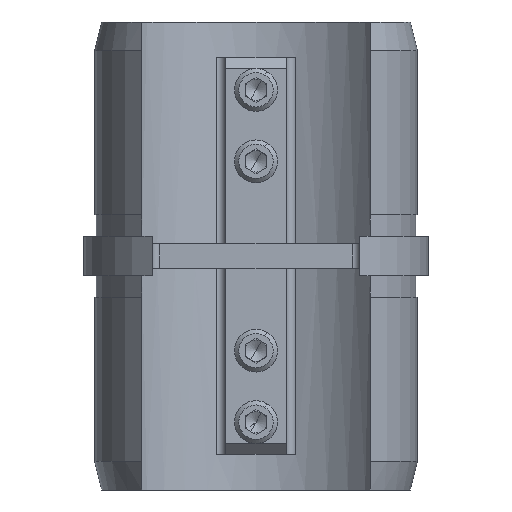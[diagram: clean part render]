
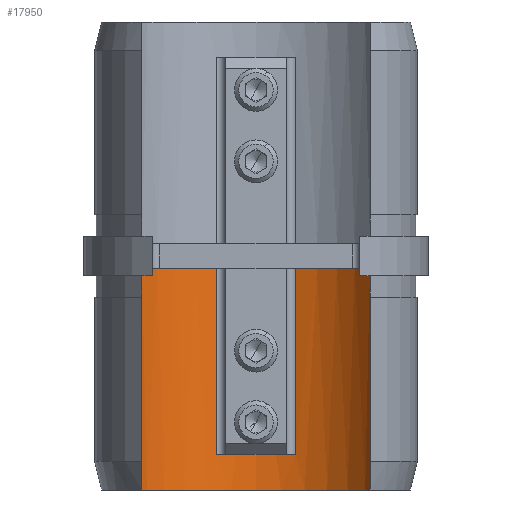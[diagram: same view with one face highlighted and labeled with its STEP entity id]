
A CAD part, front view. The second image highlights one B-rep face of the part: STEP entity #17950.
In plain terms, the highlighted cylindrical face has radius 19.95 mm (diameter 39.9 mm), a partial arc.
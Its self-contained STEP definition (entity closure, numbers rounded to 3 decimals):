
#74 = EDGE_CURVE ( 'NONE', #8317, #18138, #10889, .T. ) ;
#153 = DIRECTION ( 'NONE',  ( 0., 0., 1. ) ) ;
#347 = CARTESIAN_POINT ( 'NONE',  ( 0., 0., -1.7 ) ) ;
#458 = VECTOR ( 'NONE', #16012, 1000. ) ;
#1252 = DIRECTION ( 'NONE',  ( 0., 0., -1. ) ) ;
#1427 = VERTEX_POINT ( 'NONE', #11023 ) ;
#1720 = EDGE_CURVE ( 'NONE', #15030, #13188, #6851, .T. ) ;
#1903 = EDGE_CURVE ( 'NONE', #19648, #15030, #12770, .T. ) ;
#1905 = CARTESIAN_POINT ( 'NONE',  ( 5.527, 19.169, -27.75 ) ) ;
#2823 = EDGE_LOOP ( 'NONE', ( #14309, #5869, #3157, #19570, #12797, #9323, #6773, #18096 ) ) ;
#3015 = DIRECTION ( 'NONE',  ( 0., 0., -1. ) ) ;
#3157 = ORIENTED_EDGE ( 'NONE', *, *, #18020, .F. ) ;
#3158 = CARTESIAN_POINT ( 'NONE',  ( -5.527, 19.169, -27.75 ) ) ;
#4545 = LINE ( 'NONE', #15522, #9279 ) ;
#5652 = CARTESIAN_POINT ( 'NONE',  ( -5.527, 19.169, -32.75 ) ) ;
#5869 = ORIENTED_EDGE ( 'NONE', *, *, #15244, .T. ) ;
#5901 = CIRCLE ( 'NONE', #8206, 19.95 ) ;
#6041 = VERTEX_POINT ( 'NONE', #8067 ) ;
#6188 = DIRECTION ( 'NONE',  ( 1., 0., 0. ) ) ;
#6448 = CARTESIAN_POINT ( 'NONE',  ( 0., 0., -32.75 ) ) ;
#6604 = CARTESIAN_POINT ( 'NONE',  ( 19.95, 0., -32.75 ) ) ;
#6773 = ORIENTED_EDGE ( 'NONE', *, *, #11493, .F. ) ;
#6851 = CIRCLE ( 'NONE', #18983, 19.95 ) ;
#6951 = DIRECTION ( 'NONE',  ( 0., 0., 1. ) ) ;
#7150 = CARTESIAN_POINT ( 'NONE',  ( 0., 0., -1.7 ) ) ;
#7205 = EDGE_CURVE ( 'NONE', #8317, #9261, #14342, .T. ) ;
#7532 = DIRECTION ( 'NONE',  ( -1., 0., 0. ) ) ;
#8067 = CARTESIAN_POINT ( 'NONE',  ( 5.527, 19.169, -1.7 ) ) ;
#8206 = AXIS2_PLACEMENT_3D ( 'NONE', #7150, #16224, #8632 ) ;
#8317 = VERTEX_POINT ( 'NONE', #8965 ) ;
#8632 = DIRECTION ( 'NONE',  ( 1., 0., 0. ) ) ;
#8965 = CARTESIAN_POINT ( 'NONE',  ( -19.95, 0., -32.75 ) ) ;
#9210 = VECTOR ( 'NONE', #1252, 1000. ) ;
#9261 = VERTEX_POINT ( 'NONE', #11273 ) ;
#9279 = VECTOR ( 'NONE', #12685, 1000. ) ;
#9323 = ORIENTED_EDGE ( 'NONE', *, *, #1903, .F. ) ;
#9683 = CYLINDRICAL_SURFACE ( 'NONE', #10837, 19.95 ) ;
#9732 = LINE ( 'NONE', #6604, #458 ) ;
#10406 = CARTESIAN_POINT ( 'NONE',  ( -5.527, 19.169, -1.7 ) ) ;
#10837 = AXIS2_PLACEMENT_3D ( 'NONE', #11582, #6951, #14607 ) ;
#10843 = DIRECTION ( 'NONE',  ( 1., 0., 0. ) ) ;
#10889 = CIRCLE ( 'NONE', #18581, 19.95 ) ;
#11023 = CARTESIAN_POINT ( 'NONE',  ( 19.95, 0., -1.7 ) ) ;
#11273 = CARTESIAN_POINT ( 'NONE',  ( -19.95, 0., -1.7 ) ) ;
#11493 = EDGE_CURVE ( 'NONE', #9261, #19648, #19247, .T. ) ;
#11582 = CARTESIAN_POINT ( 'NONE',  ( 0., 0., -32.75 ) ) ;
#11970 = AXIS2_PLACEMENT_3D ( 'NONE', #347, #15341, #10843 ) ;
#12581 = CARTESIAN_POINT ( 'NONE',  ( -19.95, 0., -32.75 ) ) ;
#12685 = DIRECTION ( 'NONE',  ( 0., 0., 1. ) ) ;
#12770 = LINE ( 'NONE', #5652, #9210 ) ;
#12797 = ORIENTED_EDGE ( 'NONE', *, *, #1720, .F. ) ;
#13188 = VERTEX_POINT ( 'NONE', #1905 ) ;
#13517 = CARTESIAN_POINT ( 'NONE',  ( 19.95, 0., -32.75 ) ) ;
#14097 = VECTOR ( 'NONE', #153, 1000. ) ;
#14179 = EDGE_CURVE ( 'NONE', #13188, #6041, #4545, .T. ) ;
#14309 = ORIENTED_EDGE ( 'NONE', *, *, #74, .T. ) ;
#14342 = LINE ( 'NONE', #12581, #14097 ) ;
#14607 = DIRECTION ( 'NONE',  ( -1., 0., 0. ) ) ;
#15030 = VERTEX_POINT ( 'NONE', #3158 ) ;
#15244 = EDGE_CURVE ( 'NONE', #18138, #1427, #9732, .T. ) ;
#15341 = DIRECTION ( 'NONE',  ( 0., 0., -1. ) ) ;
#15522 = CARTESIAN_POINT ( 'NONE',  ( 5.527, 19.169, -32.75 ) ) ;
#16012 = DIRECTION ( 'NONE',  ( 0., 0., 1. ) ) ;
#16224 = DIRECTION ( 'NONE',  ( 0., 0., -1. ) ) ;
#16682 = CARTESIAN_POINT ( 'NONE',  ( 0., 0., -27.75 ) ) ;
#17615 = FACE_OUTER_BOUND ( 'NONE', #2823, .T. ) ;
#17950 = ADVANCED_FACE ( 'NONE', ( #17615 ), #9683, .F. ) ;
#18020 = EDGE_CURVE ( 'NONE', #6041, #1427, #5901, .T. ) ;
#18096 = ORIENTED_EDGE ( 'NONE', *, *, #7205, .F. ) ;
#18138 = VERTEX_POINT ( 'NONE', #13517 ) ;
#18543 = DIRECTION ( 'NONE',  ( 0., 0., -1. ) ) ;
#18581 = AXIS2_PLACEMENT_3D ( 'NONE', #6448, #18543, #6188 ) ;
#18983 = AXIS2_PLACEMENT_3D ( 'NONE', #16682, #3015, #7532 ) ;
#19247 = CIRCLE ( 'NONE', #11970, 19.95 ) ;
#19570 = ORIENTED_EDGE ( 'NONE', *, *, #14179, .F. ) ;
#19648 = VERTEX_POINT ( 'NONE', #10406 ) ;
